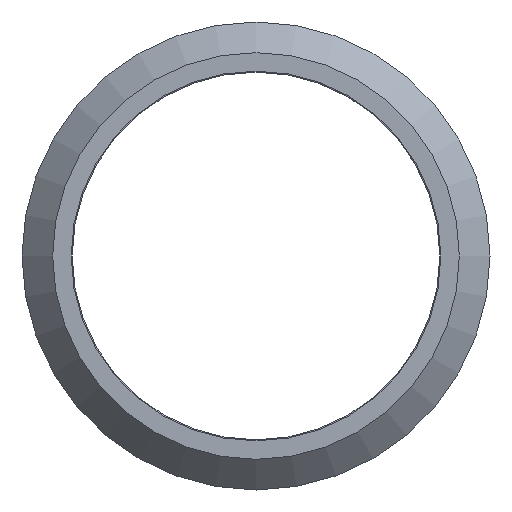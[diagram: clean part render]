
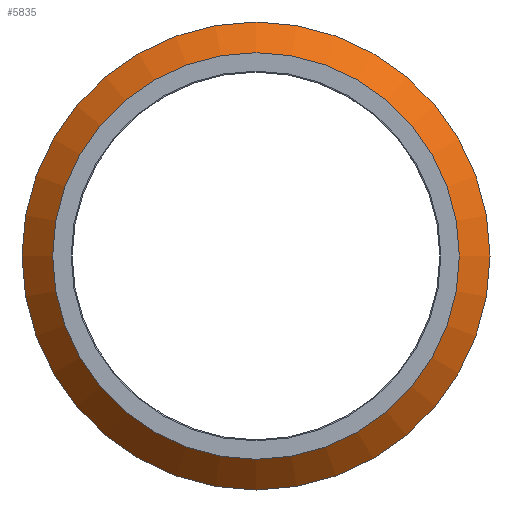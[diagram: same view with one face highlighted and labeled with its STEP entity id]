
A CAD part, left-side view. The second image highlights one B-rep face of the part: STEP entity #5835.
In plain terms, the highlighted conical face has half-angle 45 degrees and reference radius 28.245 mm.
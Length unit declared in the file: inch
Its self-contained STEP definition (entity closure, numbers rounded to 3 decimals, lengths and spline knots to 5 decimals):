
#14=CONICAL_SURFACE('',#6240,1.112,0.785);
#678=FACE_OUTER_BOUND('',#1032,.T.);
#1032=EDGE_LOOP('',(#5440,#5441,#5442,#5443,#5444,#5445));
#1459=CIRCLE('',#6229,1.034);
#1460=CIRCLE('',#6230,1.034);
#1467=CIRCLE('',#6241,1.19);
#1468=CIRCLE('',#6242,1.19);
#1873=LINE('',#13007,#2276);
#2276=VECTOR('',#7420,1.112);
#2849=VERTEX_POINT('',#12985);
#2850=VERTEX_POINT('',#12986);
#2855=VERTEX_POINT('',#13003);
#2856=VERTEX_POINT('',#13004);
#3711=EDGE_CURVE('',#2849,#2850,#1459,.T.);
#3712=EDGE_CURVE('',#2850,#2849,#1460,.T.);
#3719=EDGE_CURVE('',#2855,#2856,#1467,.T.);
#3720=EDGE_CURVE('',#2856,#2855,#1468,.T.);
#3721=EDGE_CURVE('',#2856,#2850,#1873,.T.);
#5440=ORIENTED_EDGE('',*,*,#3719,.F.);
#5441=ORIENTED_EDGE('',*,*,#3720,.F.);
#5442=ORIENTED_EDGE('',*,*,#3721,.T.);
#5443=ORIENTED_EDGE('',*,*,#3712,.T.);
#5444=ORIENTED_EDGE('',*,*,#3711,.T.);
#5445=ORIENTED_EDGE('',*,*,#3721,.F.);
#5835=ADVANCED_FACE('',(#678),#14,.T.);
#6229=AXIS2_PLACEMENT_3D('',#12987,#7392,#7393);
#6230=AXIS2_PLACEMENT_3D('',#12988,#7394,#7395);
#6240=AXIS2_PLACEMENT_3D('',#13002,#7414,#7415);
#6241=AXIS2_PLACEMENT_3D('',#13005,#7416,#7417);
#6242=AXIS2_PLACEMENT_3D('',#13006,#7418,#7419);
#7392=DIRECTION('center_axis',(1.,0.,0.));
#7393=DIRECTION('ref_axis',(0.,1.,0.));
#7394=DIRECTION('center_axis',(1.,0.,0.));
#7395=DIRECTION('ref_axis',(0.,1.,0.));
#7414=DIRECTION('center_axis',(1.,0.,0.));
#7415=DIRECTION('ref_axis',(0.,1.,0.));
#7416=DIRECTION('center_axis',(1.,0.,0.));
#7417=DIRECTION('ref_axis',(0.,1.,0.));
#7418=DIRECTION('center_axis',(1.,0.,0.));
#7419=DIRECTION('ref_axis',(0.,1.,0.));
#7420=DIRECTION('',(-0.707,0.707,0.));
#12985=CARTESIAN_POINT('',(0.,1.034,0.));
#12986=CARTESIAN_POINT('',(0.,-1.034,0.));
#12987=CARTESIAN_POINT('Origin',(0.,0.,0.));
#12988=CARTESIAN_POINT('Origin',(0.,0.,0.));
#13002=CARTESIAN_POINT('Origin',(0.078,0.,0.));
#13003=CARTESIAN_POINT('',(0.156,1.19,0.));
#13004=CARTESIAN_POINT('',(0.156,-1.19,0.));
#13005=CARTESIAN_POINT('Origin',(0.156,0.,0.));
#13006=CARTESIAN_POINT('Origin',(0.156,0.,0.));
#13007=CARTESIAN_POINT('',(0.078,-1.112,0.));
